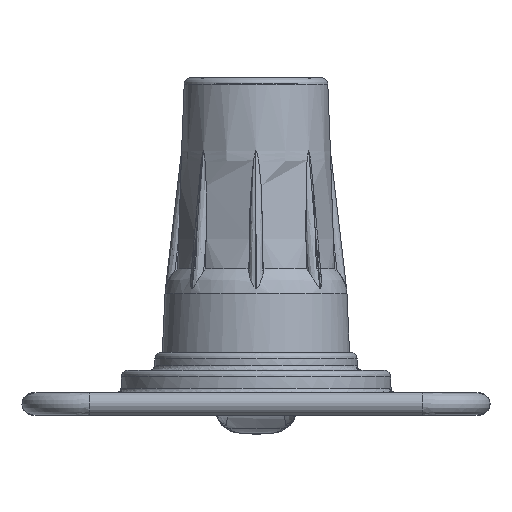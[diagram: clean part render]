
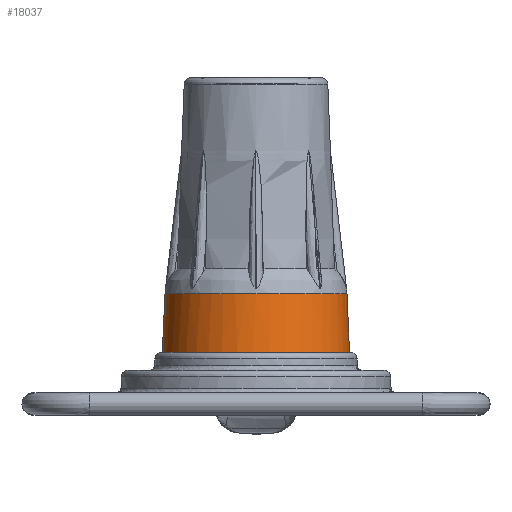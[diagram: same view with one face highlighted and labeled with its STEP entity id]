
A CAD part, left-side view. The second image highlights one B-rep face of the part: STEP entity #18037.
In plain terms, the highlighted free-form (B-spline) face has degree [2, 1] with [9, 2] control points.
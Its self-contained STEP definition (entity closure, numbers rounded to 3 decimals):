
#14498 = EDGE_CURVE('',#14499,#14501,#14503,.T.);
#14499 = VERTEX_POINT('',#14500);
#14500 = CARTESIAN_POINT('',(47.116,13.503,
    6.37));
#14501 = VERTEX_POINT('',#14502);
#14502 = CARTESIAN_POINT('',(36.6,13.503,
    6.37));
#14503 = ( BOUNDED_CURVE() B_SPLINE_CURVE(2,(#14504,#14505,#14506,#14507
,#14508),.UNSPECIFIED.,.F.,.F.) B_SPLINE_CURVE_WITH_KNOTS((3,2,3),(0.,
1.571,3.142),.PIECEWISE_BEZIER_KNOTS.) CURVE() 
GEOMETRIC_REPRESENTATION_ITEM() RATIONAL_B_SPLINE_CURVE((1.,
0.707,1.,0.707,1.)) REPRESENTATION_ITEM('') );
#14504 = CARTESIAN_POINT('',(47.116,13.503,
    6.37));
#14505 = CARTESIAN_POINT('',(47.116,18.761,
    6.37));
#14506 = CARTESIAN_POINT('',(41.858,18.761,
    6.37));
#14507 = CARTESIAN_POINT('',(36.6,18.761,
    6.37));
#14508 = CARTESIAN_POINT('',(36.6,13.503,
    6.37));
#15014 = EDGE_CURVE('',#14501,#14499,#15015,.T.);
#15015 = ( BOUNDED_CURVE() B_SPLINE_CURVE(2,(#15016,#15017,#15018,#15019
,#15020),.UNSPECIFIED.,.F.,.F.) B_SPLINE_CURVE_WITH_KNOTS((3,2,3),(
    3.142,4.712,6.283),
.PIECEWISE_BEZIER_KNOTS.) CURVE() GEOMETRIC_REPRESENTATION_ITEM() 
RATIONAL_B_SPLINE_CURVE((1.,0.707,1.,0.707,1.)) 
REPRESENTATION_ITEM('') );
#15016 = CARTESIAN_POINT('',(36.6,13.503,
    6.37));
#15017 = CARTESIAN_POINT('',(36.6,8.245,
    6.37));
#15018 = CARTESIAN_POINT('',(41.858,8.245,
    6.37));
#15019 = CARTESIAN_POINT('',(47.116,8.245,
    6.37));
#15020 = CARTESIAN_POINT('',(47.116,13.503,
    6.37));
#17980 = EDGE_CURVE('',#17981,#17981,#17983,.T.);
#17981 = VERTEX_POINT('',#17982);
#17982 = CARTESIAN_POINT('',(47.269,13.503,
    2.986));
#17983 = ( BOUNDED_CURVE() B_SPLINE_CURVE(2,(#17984,#17985,#17986,#17987
    ,#17988,#17989,#17990),.UNSPECIFIED.,.T.,.F.) 
B_SPLINE_CURVE_WITH_KNOTS((3,2,2,3),(3.142,5.236,
7.33,9.425),.PIECEWISE_BEZIER_KNOTS.) CURVE() 
GEOMETRIC_REPRESENTATION_ITEM() RATIONAL_B_SPLINE_CURVE((1.,0.5,1.,0.5,
1.,0.5,1.)) REPRESENTATION_ITEM('') );
#17984 = CARTESIAN_POINT('',(47.269,13.503,
    2.986));
#17985 = CARTESIAN_POINT('',(47.269,4.129,2.986
    ));
#17986 = CARTESIAN_POINT('',(39.152,8.816,2.986
    ));
#17987 = CARTESIAN_POINT('',(31.034,13.503,
    2.986));
#17988 = CARTESIAN_POINT('',(39.152,18.19,
    2.986));
#17989 = CARTESIAN_POINT('',(47.269,22.877,
    2.986));
#17990 = CARTESIAN_POINT('',(47.269,13.503,
    2.986));
#18037 = ADVANCED_FACE('',(#18038),#18049,.T.);
#18038 = FACE_BOUND('',#18039,.T.);
#18039 = EDGE_LOOP('',(#18040,#18041,#18046,#18047,#18048));
#18040 = ORIENTED_EDGE('',*,*,#14498,.F.);
#18041 = ORIENTED_EDGE('',*,*,#18042,.T.);
#18042 = EDGE_CURVE('',#14499,#17981,#18043,.T.);
#18043 = B_SPLINE_CURVE_WITH_KNOTS('',1,(#18044,#18045),.UNSPECIFIED.,
  .F.,.F.,(2,2),(-4.411,-1.802),
  .PIECEWISE_BEZIER_KNOTS.);
#18044 = CARTESIAN_POINT('',(47.116,13.503,
    6.37));
#18045 = CARTESIAN_POINT('',(47.269,13.503,
    2.986));
#18046 = ORIENTED_EDGE('',*,*,#17980,.F.);
#18047 = ORIENTED_EDGE('',*,*,#18042,.F.);
#18048 = ORIENTED_EDGE('',*,*,#15014,.F.);
#18049 = ( BOUNDED_SURFACE() B_SPLINE_SURFACE(2,1,(
    (#18050,#18051)
    ,(#18052,#18053)
    ,(#18054,#18055)
    ,(#18056,#18057)
    ,(#18058,#18059)
    ,(#18060,#18061)
    ,(#18062,#18063)
    ,(#18064,#18065)
    ,(#18066,#18067
)),.UNSPECIFIED.,.T.,.F.,.F.) B_SPLINE_SURFACE_WITH_KNOTS((3,2,2,2,3),(2
    ,2),(-3.142,-2.094,0.,2.094,3.142)
  ,(-4.411,-1.802),.UNSPECIFIED.) 
GEOMETRIC_REPRESENTATION_ITEM() RATIONAL_B_SPLINE_SURFACE((
    (0.75,0.75)
    ,(0.75,0.75)
    ,(1.,1.)
    ,(0.5,0.5)
    ,(1.,1.)
    ,(0.5,0.5)
    ,(1.,1.)
    ,(0.75,0.75)
,(0.75,0.75))) REPRESENTATION_ITEM('') SURFACE() );
#18050 = CARTESIAN_POINT('',(47.116,13.503,
    6.37));
#18051 = CARTESIAN_POINT('',(47.269,13.503,
    2.986));
#18052 = CARTESIAN_POINT('',(47.116,10.467,
    6.37));
#18053 = CARTESIAN_POINT('',(47.269,10.378,
    2.986));
#18054 = CARTESIAN_POINT('',(44.487,8.949,
    6.37));
#18055 = CARTESIAN_POINT('',(44.563,8.816,2.986
    ));
#18056 = CARTESIAN_POINT('',(36.6,4.396,
    6.37));
#18057 = CARTESIAN_POINT('',(36.446,4.129,2.986
    ));
#18058 = CARTESIAN_POINT('',(36.6,13.503,
    6.37));
#18059 = CARTESIAN_POINT('',(36.446,13.503,
    2.986));
#18060 = CARTESIAN_POINT('',(36.6,22.61,
    6.37));
#18061 = CARTESIAN_POINT('',(36.446,22.877,
    2.986));
#18062 = CARTESIAN_POINT('',(44.487,18.057,
    6.37));
#18063 = CARTESIAN_POINT('',(44.563,18.19,
    2.986));
#18064 = CARTESIAN_POINT('',(47.116,16.539,
    6.37));
#18065 = CARTESIAN_POINT('',(47.269,16.628,
    2.986));
#18066 = CARTESIAN_POINT('',(47.116,13.503,
    6.37));
#18067 = CARTESIAN_POINT('',(47.269,13.503,
    2.986));
